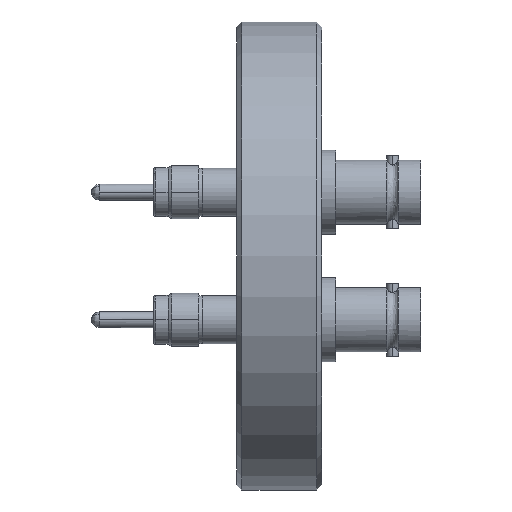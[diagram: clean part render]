
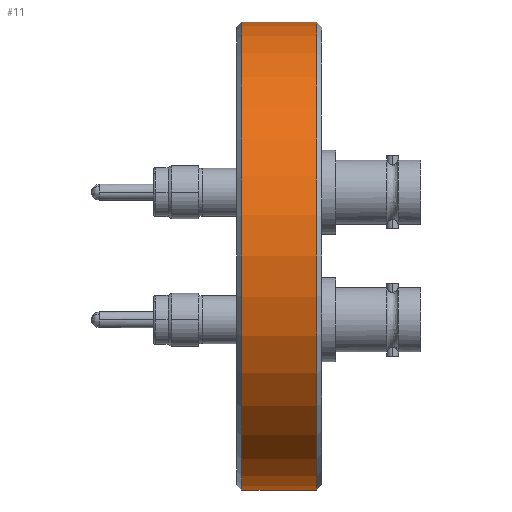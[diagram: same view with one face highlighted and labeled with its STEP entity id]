
A CAD part, left-side view. The second image highlights one B-rep face of the part: STEP entity #11.
In plain terms, the highlighted cylindrical face has radius 34.925 mm (diameter 69.85 mm), a partial arc.
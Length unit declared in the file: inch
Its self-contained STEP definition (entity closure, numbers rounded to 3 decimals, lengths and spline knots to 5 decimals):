
#11 = ADVANCED_FACE ( 'NONE', ( #2217 ), #2213, .T. ) ;
#292 = EDGE_CURVE ( 'NONE', #2737, #2861, #3385, .T. ) ;
#293 = AXIS2_PLACEMENT_3D ( 'NONE', #657, #658, #659 ) ;
#296 = EDGE_CURVE ( 'NONE', #2809, #2860, #3390, .T. ) ;
#300 = CIRCLE ( 'NONE', #340, 1.375 ) ;
#319 = CIRCLE ( 'NONE', #293, 1.375 ) ;
#340 = AXIS2_PLACEMENT_3D ( 'NONE', #660, #661, #662 ) ;
#649 = EDGE_LOOP ( 'NONE', ( #2455, #2454, #2453, #2452 ) ) ;
#657 = CARTESIAN_POINT ( 'NONE',  ( 0., -1.14312, 0. ) ) ;
#658 = DIRECTION ( 'NONE',  ( 0., 1., 0. ) ) ;
#659 = DIRECTION ( 'NONE',  ( 0., 0., 1. ) ) ;
#660 = CARTESIAN_POINT ( 'NONE',  ( 0., -0.70312, 0. ) ) ;
#661 = DIRECTION ( 'NONE',  ( 0., 1., 0. ) ) ;
#662 = DIRECTION ( 'NONE',  ( 0., 0., 1. ) ) ;
#1293 = AXIS2_PLACEMENT_3D ( 'NONE', #2216, #2220, #2212 ) ;
#1444 = VECTOR ( 'NONE', #3393, 39.37008 ) ;
#1481 = VECTOR ( 'NONE', #3389, 39.37008 ) ;
#2212 = DIRECTION ( 'NONE',  ( 0., 0., 1. ) ) ;
#2213 = CYLINDRICAL_SURFACE ( 'NONE', #1293, 1.375 ) ;
#2216 = CARTESIAN_POINT ( 'NONE',  ( 0., 0., 0. ) ) ;
#2217 = FACE_OUTER_BOUND ( 'NONE', #649, .T. ) ;
#2220 = DIRECTION ( 'NONE',  ( 0., 1., 0. ) ) ;
#2452 = ORIENTED_EDGE ( 'NONE', *, *, #4002, .F. ) ;
#2453 = ORIENTED_EDGE ( 'NONE', *, *, #296, .T. ) ;
#2454 = ORIENTED_EDGE ( 'NONE', *, *, #4001, .T. ) ;
#2455 = ORIENTED_EDGE ( 'NONE', *, *, #292, .F. ) ;
#2737 = VERTEX_POINT ( 'NONE', #3676 ) ;
#2809 = VERTEX_POINT ( 'NONE', #3736 ) ;
#2860 = VERTEX_POINT ( 'NONE', #3787 ) ;
#2861 = VERTEX_POINT ( 'NONE', #3788 ) ;
#3383 = CARTESIAN_POINT ( 'NONE',  ( 0., 0., -1.375 ) ) ;
#3385 = LINE ( 'NONE', #3383, #1481 ) ;
#3389 = DIRECTION ( 'NONE',  ( 0., 1., 0. ) ) ;
#3390 = LINE ( 'NONE', #3392, #1444 ) ;
#3392 = CARTESIAN_POINT ( 'NONE',  ( 0., 0., 1.375 ) ) ;
#3393 = DIRECTION ( 'NONE',  ( 0., 1., 0. ) ) ;
#3676 = CARTESIAN_POINT ( 'NONE',  ( 0., -1.14312, -1.375 ) ) ;
#3736 = CARTESIAN_POINT ( 'NONE',  ( 0., -1.14312, 1.375 ) ) ;
#3787 = CARTESIAN_POINT ( 'NONE',  ( 0., -0.70312, 1.375 ) ) ;
#3788 = CARTESIAN_POINT ( 'NONE',  ( 0., -0.70312, -1.375 ) ) ;
#4001 = EDGE_CURVE ( 'NONE', #2737, #2809, #319, .T. ) ;
#4002 = EDGE_CURVE ( 'NONE', #2861, #2860, #300, .T. ) ;
